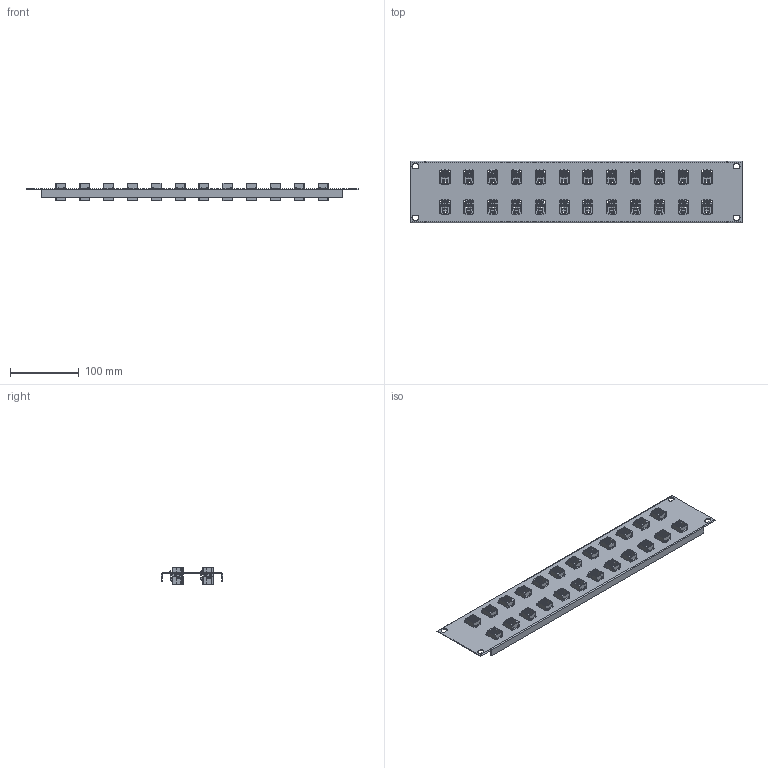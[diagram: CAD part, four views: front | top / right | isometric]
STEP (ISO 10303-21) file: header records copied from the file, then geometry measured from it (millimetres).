
FILE_DESCRIPTION (( 'STEP AP214' ), '1' );
FILE_NAME ('PR35B-C5E-24M_3D.step', '2025-02-28T17:03:00', ( '' ), ( '' ), 'SwSTEP 2.0', 'SolidWorks 2022', '' );
FILE_SCHEMA (( 'AUTOMOTIVE_DESIGN' ));
Length unit declared in the file: inch
Products named in the file (3): PR35B-C5E-24M_3D; TDG1026KCx-MINI_Cat 5e; PR35B-24KS
Assembly tree (25 placements, depth 2):
  PR35B-C5E-24M_3D
    PR35B-24KS
    TDG1026KCx-MINI_Cat 5e  x24
Bounding box: 482.6 x 88.9 x 25 mm (x, y, z)
Volume: 158092.6 mm3; surface area: 189910.1 mm2
Topology: 25 solids, 25 shells, 10746 faces, 30308 edges, 19324 vertices
Faces by surface type: plane 7294, bspline 2400, cylinder 860, sphere 192
Entity records: 24700 total; most frequent: CARTESIAN_POINT 9040, ORIENTED_EDGE 3284, DIRECTION 2540, EDGE_CURVE 1642, LINE 1328, VECTOR 1328, VERTEX_POINT 1062, EDGE_LOOP 682
